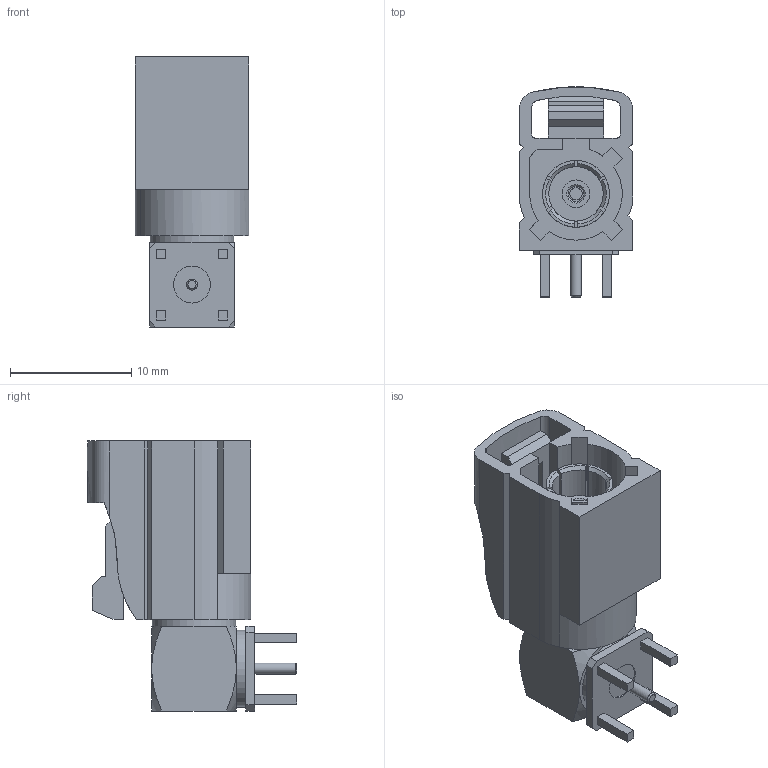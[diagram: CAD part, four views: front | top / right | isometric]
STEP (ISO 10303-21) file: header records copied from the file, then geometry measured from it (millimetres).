
FILE_DESCRIPTION (( 'STEP AP203' ), '1' );
FILE_NAME ('FMCN44248_3D.step', '2022-12-06T18:13:49', ( '' ), ( '' ), 'SwSTEP 2.0', 'SolidWorks 2021', '' );
FILE_SCHEMA (( 'CONFIG_CONTROL_DESIGN' ));
Length unit declared in the file: inch
Products named in the file (1): FMCN44248_3D
Bounding box: 9.4 x 17.32 x 22.29 mm (x, y, z)
Volume: 1533.9 mm3; surface area: 1931.1 mm2
Topology: 1 solids, 1 shells, 188 faces, 504 edges, 332 vertices
Faces by surface type: plane 133, cylinder 27, cone 19, bspline 9
Full cylindrical faces by diameter (mm): 0.914 x1, 1.016 x1, 1.27 x1, 2.286 x1, 3.048 x1, 4.497 x1, 4.749 x1, 5.513 x1, 6.35 x1, 6.883 x1
Entity records: 7413 total; most frequent: CARTESIAN_POINT 2794, ORIENTED_EDGE 972, DIRECTION 875, EDGE_CURVE 486, VERTEX_POINT 326, VECTOR 315, LINE 315, AXIS2_PLACEMENT_3D 280
